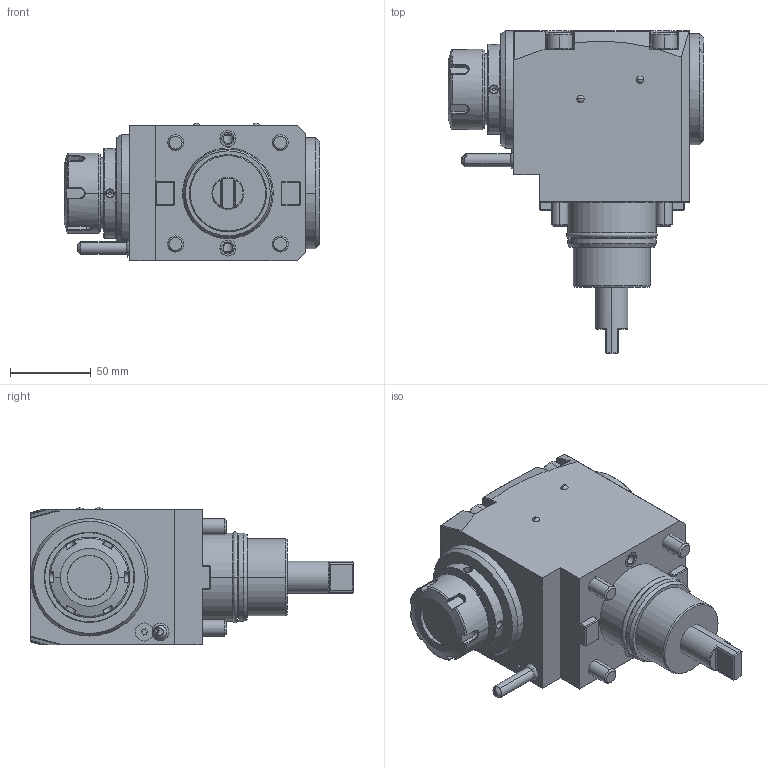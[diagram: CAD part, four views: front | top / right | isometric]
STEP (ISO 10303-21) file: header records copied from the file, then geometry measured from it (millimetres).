
FILE_DESCRIPTION((''),'2;1');
FILE_NAME('NGT2_55_201_32_1_3_70_BL','2021-03-05T',('vali'),('NOVA GRUP'),'PRO/ENGINEER BY PARAMETRIC TECHNOLOGY CORPORATION, 2010280','PRO/ENGINEER BY PARAMETRIC TECHNOLOGY CORPORATION, 2010280','');
FILE_SCHEMA(('CONFIG_CONTROL_DESIGN'));
Length unit declared in the file: millimetre
Products named in the file (1): NGT2_55_201_32_1_3_70_BL
Bounding box: 158.6 x 200.5 x 85.6 mm (x, y, z)
Volume: 1195722.3 mm3; surface area: 90790.5 mm2
Topology: 2 solids, 2 shells, 448 faces, 1088 edges, 673 vertices
Faces by surface type: plane 204, cylinder 114, cone 53, bspline 34, torus 24, extrusion 13, sphere 6
Entity records: 20569 total; most frequent: CARTESIAN_POINT 10560, ORIENTED_EDGE 2168, DIRECTION 1857, EDGE_CURVE 1084, VERTEX_POINT 673, AXIS2_PLACEMENT_3D 637, VECTOR 583, LINE 570
